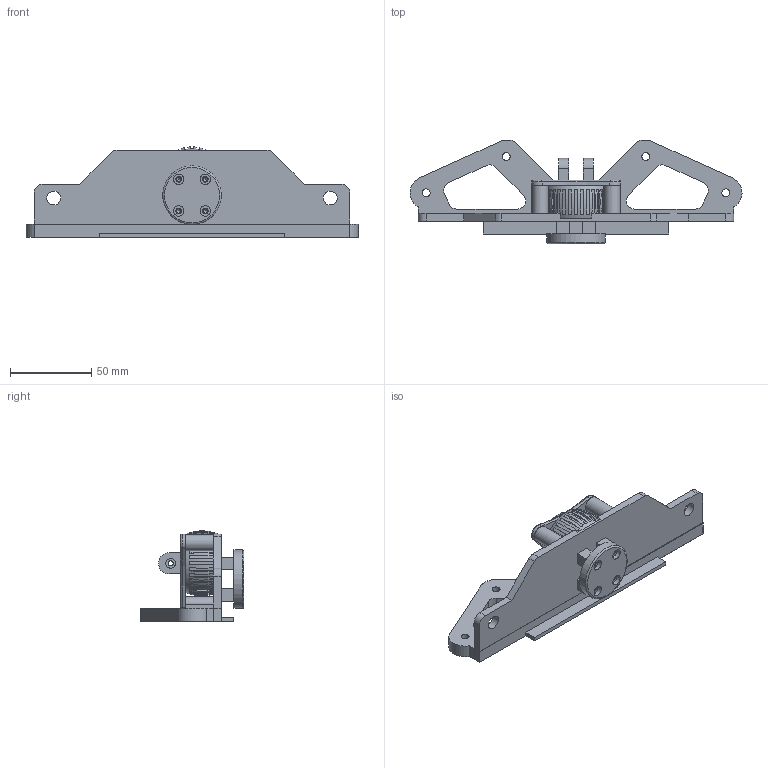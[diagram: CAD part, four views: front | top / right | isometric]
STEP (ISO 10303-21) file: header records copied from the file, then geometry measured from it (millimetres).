
FILE_DESCRIPTION(('FreeCAD Model'),'2;1');
FILE_NAME('FrontBrace&Tensioner_Assembled.step', '2020-08-11T12:23:21',(''),(''),'Open CASCADE STEP processor 7.3', 'FreeCAD','Unknown');
FILE_SCHEMA(('CONFIG_CONTROL_DESIGN','SHAPE_APPEARANCE_LAYER_MIM'));
Length unit declared in the file: millimetre
Products named in the file (6): FrontBrace&Tensioner; Front-Brace; CoveringPanel; KnurledWheel_Rounded; Slider; Counterplate
Assembly tree (5 placements, depth 2):
  FrontBrace&Tensioner
    Front-Brace
    CoveringPanel
    KnurledWheel_Rounded
    Slider
    Counterplate
Bounding box: 203.99 x 63.6 x 55.46 mm (x, y, z)
Volume: 104600.5 mm3; surface area: 53364.4 mm2
Topology: 5 solids, 5 shells, 331 faces, 766 edges, 490 vertices
Faces by surface type: plane 207, cylinder 69, bspline 33, cone 13, torus 8, revolution 1
Full cylindrical faces by diameter (mm): 2.6 x7, 3.2 x2, 3.4 x7, 4.8 x4, 6 x1, 6.4 x4, 8.5 x2, 10 x2, 15.7 x1, 16.6 x1, 36 x1
Entity records: 15144 total; most frequent: CARTESIAN_POINT 7686, ORIENTED_EDGE 1518, DIRECTION 1323, EDGE_CURVE 759, VERTEX_POINT 490, AXIS2_PLACEMENT_3D 473, FACE_BOUND 423, EDGE_LOOP 423
